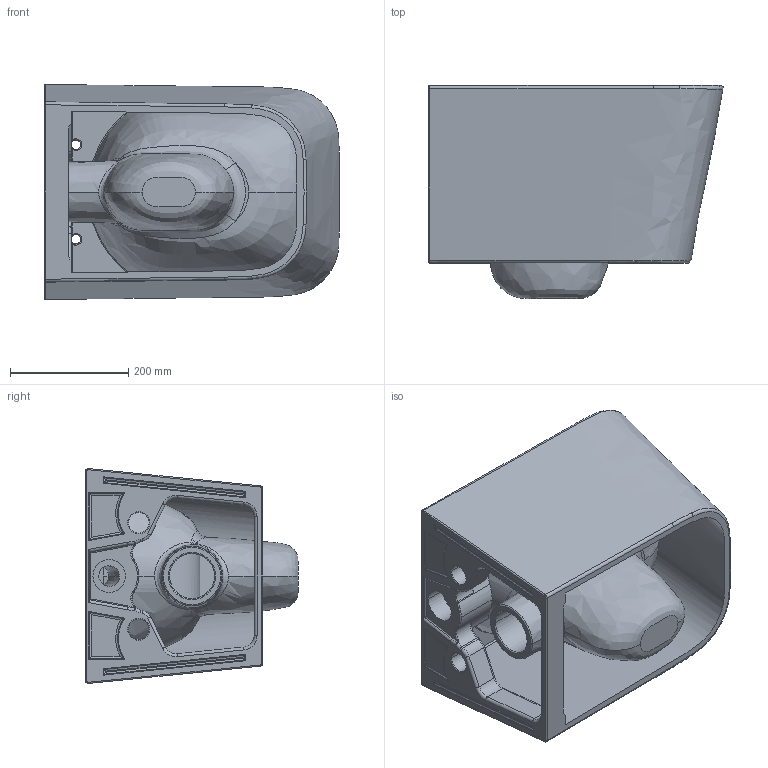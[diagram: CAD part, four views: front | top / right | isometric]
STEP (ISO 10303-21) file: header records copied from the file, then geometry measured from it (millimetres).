
FILE_DESCRIPTION (( 'STEP AP214' ), '1' );
FILE_NAME ('MAWH01_STEP_V10719.STEP', '2021-04-09T15:36:36', ( '' ), ( '' ), 'SwSTEP 2.0', 'SolidWorks 2019', '' );
FILE_SCHEMA (( 'AUTOMOTIVE_DESIGN' ));
Length unit declared in the file: millimetre
Products named in the file (1): MAWH01_STEP_V10719
Bounding box: 498.46 x 360 x 363.43 mm (x, y, z)
Volume: 13331905.6 mm3; surface area: 1578072.2 mm2
Topology: 1 solids, 1 shells, 385 faces, 1030 edges, 637 vertices
Faces by surface type: bspline 191, cylinder 83, plane 60, torus 45, cone 4, sphere 2
Entity records: 43996 total; most frequent: CARTESIAN_POINT 36042, ORIENTED_EDGE 2036, DIRECTION 1141, EDGE_CURVE 1018, VERTEX_POINT 637, B_SPLINE_CURVE_WITH_KNOTS 498, AXIS2_PLACEMENT_3D 464, EDGE_LOOP 401
